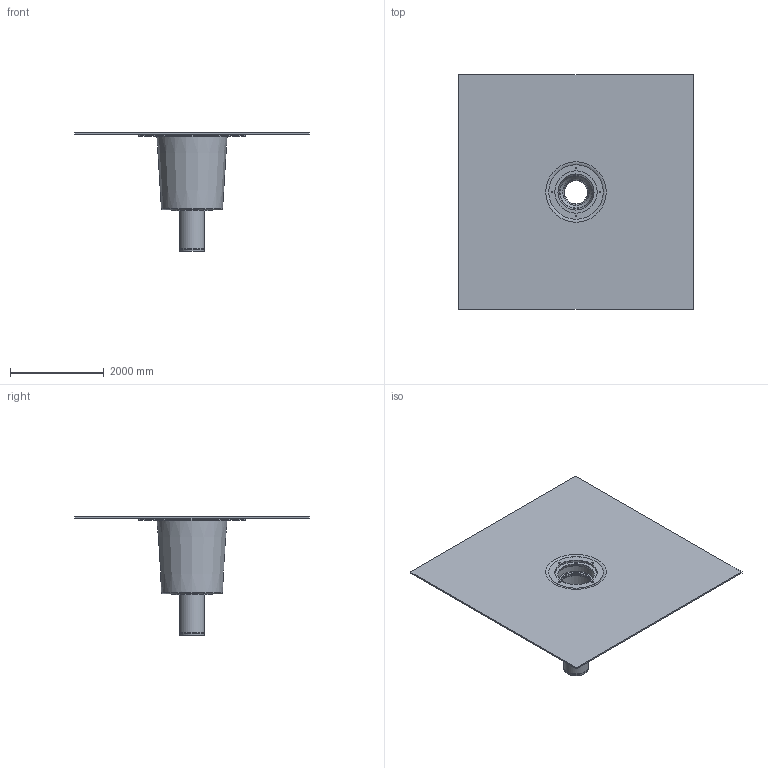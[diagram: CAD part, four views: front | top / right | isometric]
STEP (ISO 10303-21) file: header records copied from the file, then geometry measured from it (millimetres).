
FILE_DESCRIPTION(/* description */ (''),/* implementation_level */ '2;1');
FILE_NAME(/* name */ '15300.050X_3D.stp',/* time_stamp */ '2024-12-11T14:56:31+01:00',/* author */ ('CAD'),/* organization */ (''),/* preprocessor_version */ 'ST-DEVELOPER v20',/* originating_system */ 'AutoCAD Mechanical',/* authorisation */ '');
FILE_SCHEMA (('AUTOMOTIVE_DESIGN { 1 0 10303 214 3 1 1 }'));
Length unit declared in the file: centimetre
Products named in the file (2): Product; *S0
Assembly tree (1 placements, depth 2):
  Product
    *S0
Bounding box: 5000 x 5000 x 2530 mm (x, y, z)
Volume: 2194714773.1 mm3; surface area: 86599093.4 mm2
Topology: 9 solids, 9 shells, 170 faces, 436 edges, 282 vertices
Faces by surface type: torus 53, cone 53, cylinder 34, plane 29, bspline 1
Full cylindrical faces by diameter (mm): 20 x8, 40 x3, 100 x1, 500 x2, 530 x3, 770 x2, 780 x1, 810 x2, 885 x1, 890 x1, 901 x1, 905 x1, 950 x1, 953.818 x1, 965 x2, 1070 x1
Entity records: 6304 total; most frequent: CARTESIAN_POINT 1842, DIRECTION 1012, ORIENTED_EDGE 870, AXIS2_PLACEMENT_3D 455, EDGE_CURVE 435, CIRCLE 282, VERTEX_POINT 280, EDGE_LOOP 209
